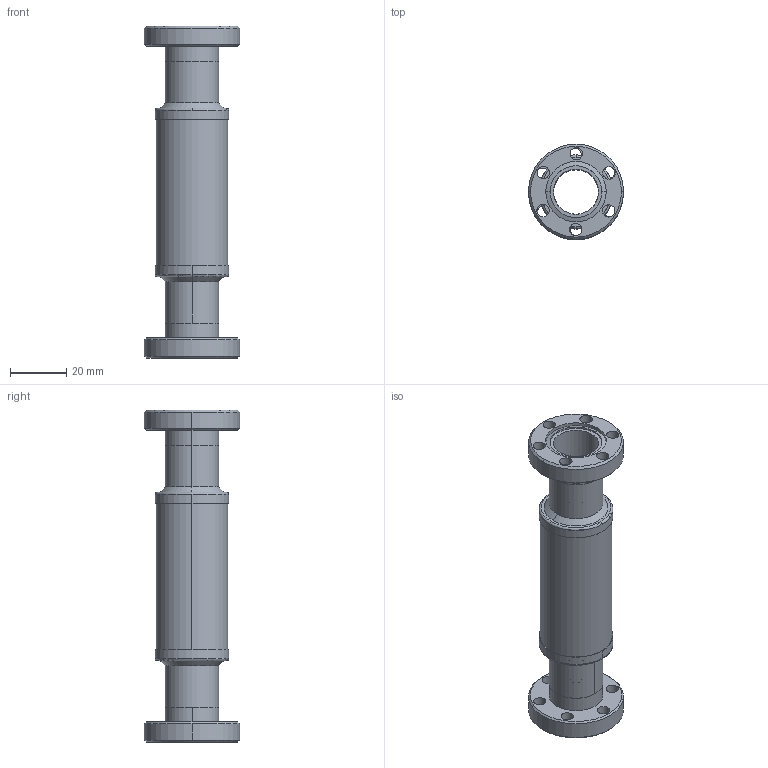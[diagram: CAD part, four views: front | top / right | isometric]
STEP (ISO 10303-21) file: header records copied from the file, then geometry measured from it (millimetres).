
FILE_DESCRIPTION (( 'STEP AP214' ), '1' );
FILE_NAME ('420XIS016-30.step', '2017-07-10T09:14:30', ( 'install' ), ( '' ), 'SwSTEP 2.0', 'SolidWorks 2015', '' );
FILE_SCHEMA (( 'AUTOMOTIVE_DESIGN' ));
Length unit declared in the file: inch
Products named in the file (1): 420XIS016-30
Bounding box: 33.78 x 33.78 x 117.96 mm (x, y, z)
Volume: 23969.9 mm3; surface area: 22027.1 mm2
Topology: 1 solids, 1 shells, 146 faces, 334 edges, 214 vertices
Faces by surface type: cylinder 84, cone 28, plane 26, torus 8
Entity records: 4662 total; most frequent: CARTESIAN_POINT 1054, DIRECTION 832, ORIENTED_EDGE 668, AXIS2_PLACEMENT_3D 360, EDGE_CURVE 334, VERTEX_POINT 214, CIRCLE 213, EDGE_LOOP 196
